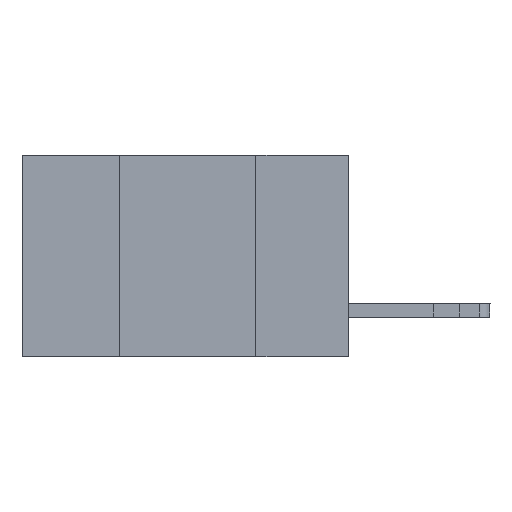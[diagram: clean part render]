
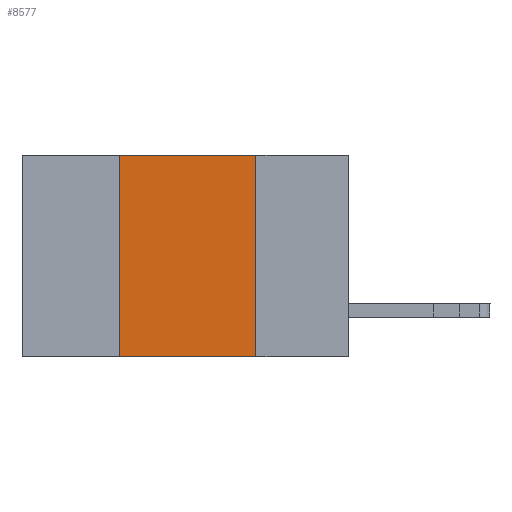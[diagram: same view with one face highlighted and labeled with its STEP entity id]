
A CAD part, left-side view. The second image highlights one B-rep face of the part: STEP entity #8577.
In plain terms, the highlighted planar face has unit normal (-1, 0, 0).
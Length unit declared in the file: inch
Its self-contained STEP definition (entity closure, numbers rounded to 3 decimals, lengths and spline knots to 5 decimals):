
#1149 = VECTOR ( 'NONE', #16828, 39.37008 ) ;
#1654 = LINE ( 'NONE', #13644, #1149 ) ;
#1678 = DIRECTION ( 'NONE',  ( 0., -1., 0. ) ) ;
#2066 = LINE ( 'NONE', #3650, #5625 ) ;
#2148 = CARTESIAN_POINT ( 'NONE',  ( 0., 0.17, -0.37 ) ) ;
#2399 = CARTESIAN_POINT ( 'NONE',  ( 0., 0.6, 0. ) ) ;
#2543 = VECTOR ( 'NONE', #3393, 39.37008 ) ;
#2557 = AXIS2_PLACEMENT_3D ( 'NONE', #2399, #16674, #8368 ) ;
#2609 = EDGE_CURVE ( 'NONE', #11173, #3646, #1654, .T. ) ;
#2661 = EDGE_CURVE ( 'NONE', #11173, #5147, #14759, .T. ) ;
#2881 = ORIENTED_EDGE ( 'NONE', *, *, #2661, .T. ) ;
#3290 = DIRECTION ( 'NONE',  ( 0., -1., 0. ) ) ;
#3301 = ORIENTED_EDGE ( 'NONE', *, *, #2609, .F. ) ;
#3393 = DIRECTION ( 'NONE',  ( 0., 0., -1. ) ) ;
#3462 = CARTESIAN_POINT ( 'NONE',  ( 0., 0.17, -0.37 ) ) ;
#3581 = ORIENTED_EDGE ( 'NONE', *, *, #3662, .F. ) ;
#3646 = VERTEX_POINT ( 'NONE', #3716 ) ;
#3650 = CARTESIAN_POINT ( 'NONE',  ( 0., 0.6, 0. ) ) ;
#3660 = EDGE_CURVE ( 'NONE', #11848, #5147, #6088, .T. ) ;
#3662 = EDGE_CURVE ( 'NONE', #3646, #11848, #2066, .T. ) ;
#3716 = CARTESIAN_POINT ( 'NONE',  ( 0., 0.42, 0. ) ) ;
#4122 = ORIENTED_EDGE ( 'NONE', *, *, #3660, .F. ) ;
#5147 = VERTEX_POINT ( 'NONE', #2148 ) ;
#5625 = VECTOR ( 'NONE', #3290, 39.37008 ) ;
#6088 = LINE ( 'NONE', #3462, #2543 ) ;
#6893 = PLANE ( 'NONE',  #2557 ) ;
#8368 = DIRECTION ( 'NONE',  ( 0., 0., -1. ) ) ;
#8577 = ADVANCED_FACE ( 'NONE', ( #17273 ), #6893, .F. ) ;
#8875 = CARTESIAN_POINT ( 'NONE',  ( 0., 0.17, 0. ) ) ;
#9029 = CARTESIAN_POINT ( 'NONE',  ( 0., 0.42, -0.37 ) ) ;
#9232 = EDGE_LOOP ( 'NONE', ( #4122, #3581, #3301, #2881 ) ) ;
#11173 = VERTEX_POINT ( 'NONE', #9029 ) ;
#11848 = VERTEX_POINT ( 'NONE', #8875 ) ;
#12268 = CARTESIAN_POINT ( 'NONE',  ( 0., 0.6, -0.37 ) ) ;
#13644 = CARTESIAN_POINT ( 'NONE',  ( 0., 0.42, -0.37 ) ) ;
#14759 = LINE ( 'NONE', #12268, #18304 ) ;
#16674 = DIRECTION ( 'NONE',  ( 1., 0., 0. ) ) ;
#16828 = DIRECTION ( 'NONE',  ( 0., 0., 1. ) ) ;
#17273 = FACE_OUTER_BOUND ( 'NONE', #9232, .T. ) ;
#18304 = VECTOR ( 'NONE', #1678, 39.37008 ) ;
